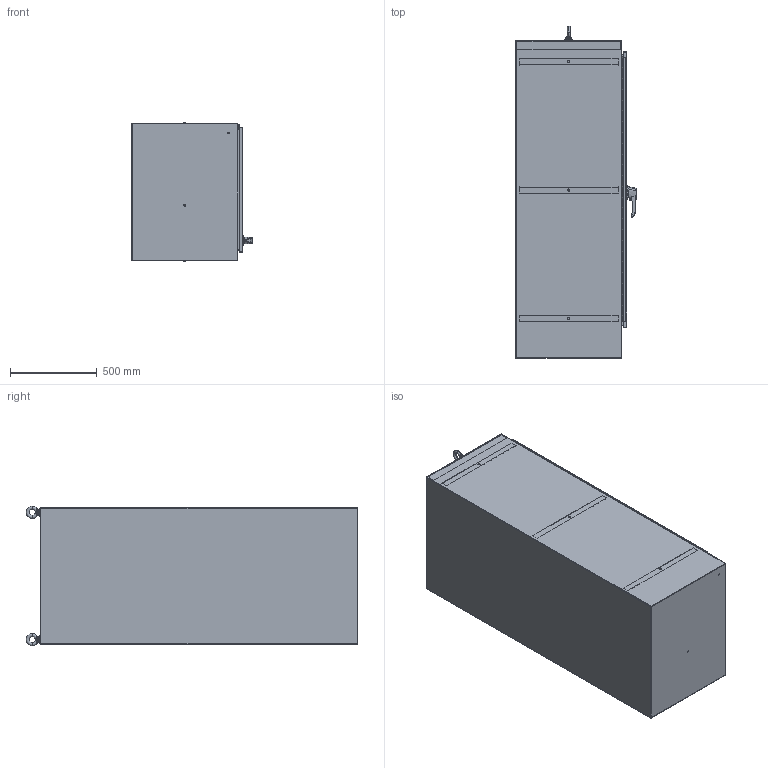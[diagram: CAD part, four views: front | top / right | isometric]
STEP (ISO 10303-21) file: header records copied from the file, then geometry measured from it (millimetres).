
FILE_DESCRIPTION (( 'STEP AP214' ), '1' );
FILE_NAME ('HN4FS723124.STEP', '2019-09-03T19:29:05', ( '' ), ( '' ), 'SwSTEP 2.0', 'SolidWorks 2018', '' );
FILE_SCHEMA (( 'AUTOMOTIVE_DESIGN' ));
Length unit declared in the file: inch
Products named in the file (1): HN4FS723124
Bounding box: 694.99 x 1911.35 x 802.74 mm (x, y, z)
Volume: 18208904 mm3; surface area: 15056519.5 mm2
Topology: 56 solids, 57 shells, 1977 faces, 5273 edges, 3415 vertices
Faces by surface type: plane 914, cylinder 885, cone 91, bspline 71, torus 16
Entity records: 99781 total; most frequent: CARTESIAN_POINT 24402, ORIENTED_EDGE 10514, DIRECTION 10416, EDGE_CURVE 5257, AXIS2_PLACEMENT_3D 3720, VERTEX_POINT 3415, LINE 2976, VECTOR 2976
